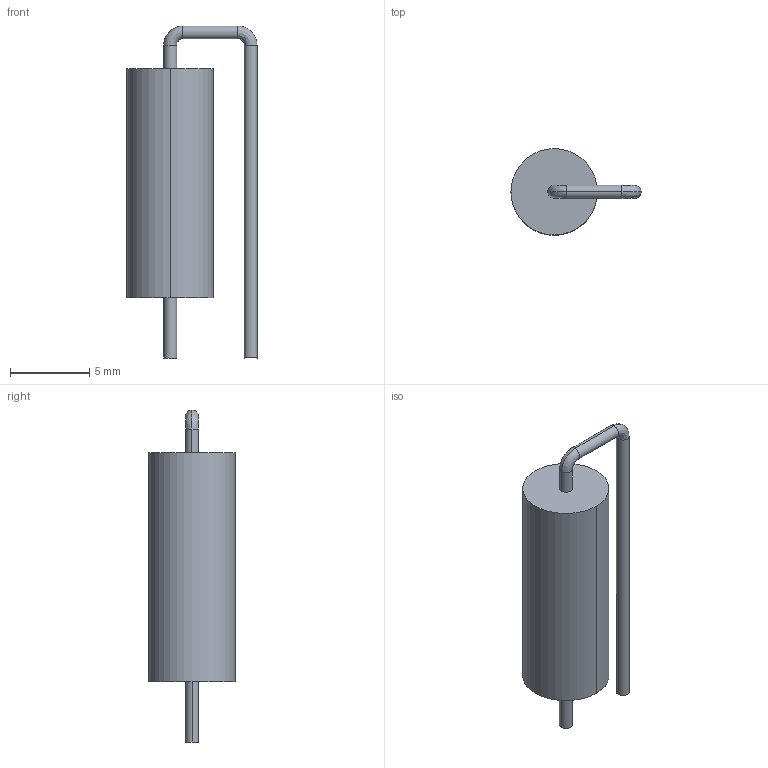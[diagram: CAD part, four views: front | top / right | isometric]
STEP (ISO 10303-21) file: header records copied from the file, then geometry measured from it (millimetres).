
FILE_DESCRIPTION((''),'2;1');
FILE_NAME('RESADV508-1447X546.stp','2010-04-22T14:58:21',(''),(''),'Mechanical Desktop 2010','Mechanical Desktop 2010',', , ');
FILE_SCHEMA(('AUTOMOTIVE_DESIGN { 1 2 10303 214 1 1 1 1 }'));
Length unit declared in the file: millimetre
Products named in the file (1): Product
Bounding box: 8.22 x 5.46 x 20.97 mm (x, y, z)
Volume: 354.9 mm3; surface area: 376.4 mm2
Topology: 3 solids, 3 shells, 20 faces, 38 edges, 24 vertices
Faces by surface type: bspline 12, cylinder 4, plane 4
Entity records: 806 total; most frequent: CARTESIAN_POINT 367, DIRECTION 84, ORIENTED_EDGE 76, EDGE_CURVE 38, AXIS2_PLACEMENT_3D 37, CIRCLE 28, VERTEX_POINT 24, EDGE_LOOP 20
